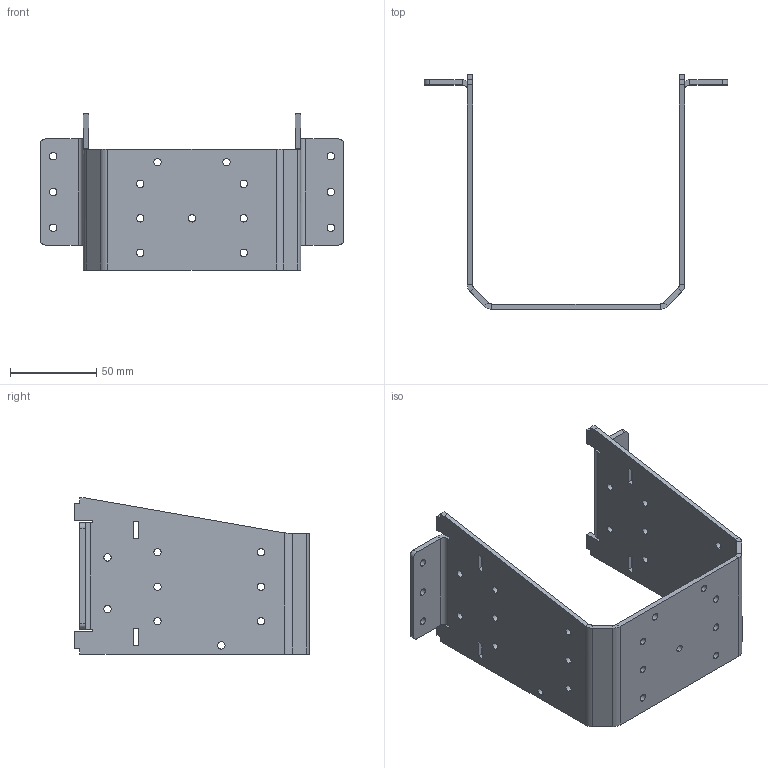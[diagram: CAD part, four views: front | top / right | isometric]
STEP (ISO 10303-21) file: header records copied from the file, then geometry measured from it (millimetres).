
FILE_DESCRIPTION (( 'STEP AP214' ), '1' );
FILE_NAME ('BLKS-SM006-roll_u_plate.STEP', '2025-06-17T11:29:29', ( '' ), ( '' ), 'SwSTEP 2.0', 'SolidWorks 2024', '' );
FILE_SCHEMA (( 'AUTOMOTIVE_DESIGN' ));
Length unit declared in the file: millimetre
Products named in the file (1): BLKS-SM006-roll_u_plate
Bounding box: 176 x 136 x 90.5 mm (x, y, z)
Volume: 92687.6 mm3; surface area: 66747.8 mm2
Topology: 1 solids, 1 shells, 166 faces, 444 edges, 280 vertices
Faces by surface type: cylinder 82, plane 82, bspline 2
Entity records: 5387 total; most frequent: CARTESIAN_POINT 957, DIRECTION 930, ORIENTED_EDGE 888, EDGE_CURVE 444, AXIS2_PLACEMENT_3D 325, LINE 280, VERTEX_POINT 280, VECTOR 280
